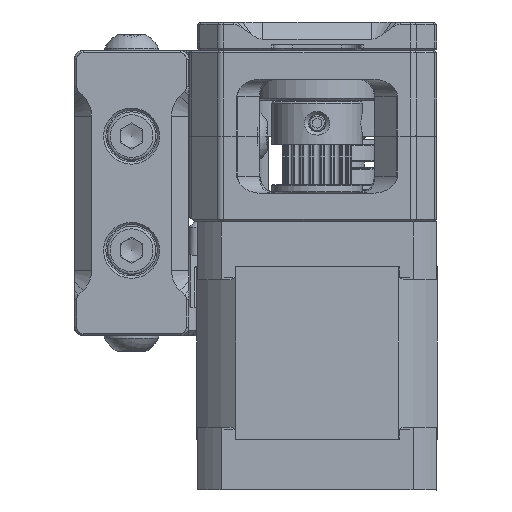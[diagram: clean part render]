
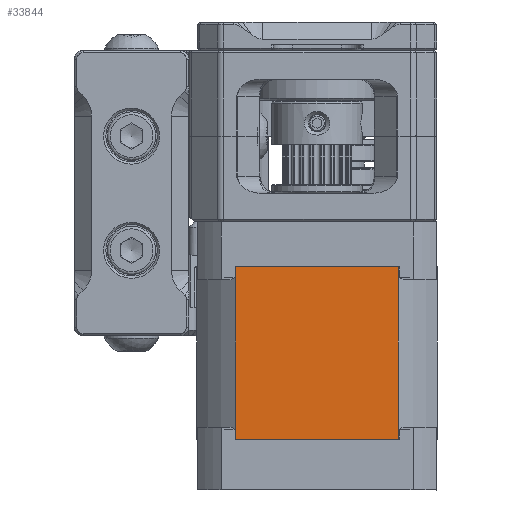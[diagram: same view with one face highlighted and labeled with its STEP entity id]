
A CAD part, front view. The second image highlights one B-rep face of the part: STEP entity #33844.
In plain terms, the highlighted planar face has unit normal (0, -1, 0).
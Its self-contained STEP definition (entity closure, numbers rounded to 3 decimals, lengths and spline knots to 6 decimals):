
#3048=LINE('',#62234,#5428);
#3054=LINE('',#62260,#5434);
#3066=LINE('',#62299,#5446);
#3068=LINE('',#62303,#5448);
#3070=LINE('',#62309,#5450);
#3134=LINE('',#62522,#5514);
#3135=LINE('',#62528,#5515);
#3136=LINE('',#62532,#5516);
#3138=LINE('',#62539,#5518);
#3140=LINE('',#62544,#5520);
#3141=LINE('',#62546,#5521);
#3145=LINE('',#62607,#5525);
#5428=VECTOR('',#47311,1.);
#5434=VECTOR('',#47339,1.);
#5446=VECTOR('',#47379,1.);
#5448=VECTOR('',#47383,1.);
#5450=VECTOR('',#47389,1.);
#5514=VECTOR('',#47609,1.);
#5515=VECTOR('',#47616,1.);
#5516=VECTOR('',#47621,1.);
#5518=VECTOR('',#47627,1.);
#5520=VECTOR('',#47633,1.);
#5521=VECTOR('',#47636,1.);
#5525=VECTOR('',#47720,1.);
#7055=PLANE('',#38656);
#14876=ORIENTED_EDGE('',*,*,#20309,.T.);
#14877=ORIENTED_EDGE('',*,*,#20311,.T.);
#14878=ORIENTED_EDGE('',*,*,#20318,.T.);
#14879=ORIENTED_EDGE('',*,*,#20306,.T.);
#14880=ORIENTED_EDGE('',*,*,#20317,.T.);
#14881=ORIENTED_EDGE('',*,*,#20314,.T.);
#14882=ORIENTED_EDGE('',*,*,#20340,.T.);
#14883=ORIENTED_EDGE('',*,*,#20202,.T.);
#14884=ORIENTED_EDGE('',*,*,#20199,.F.);
#14885=ORIENTED_EDGE('',*,*,#20177,.F.);
#14886=ORIENTED_EDGE('',*,*,#20164,.F.);
#14887=ORIENTED_EDGE('',*,*,#20197,.T.);
#20164=EDGE_CURVE('',#23613,#23614,#3048,.T.);
#20177=EDGE_CURVE('',#23614,#23623,#3054,.T.);
#20197=EDGE_CURVE('',#23613,#23635,#3066,.T.);
#20199=EDGE_CURVE('',#23623,#23637,#3068,.T.);
#20202=EDGE_CURVE('',#23639,#23637,#3070,.T.);
#20306=EDGE_CURVE('',#23710,#23709,#3134,.T.);
#20309=EDGE_CURVE('',#23635,#23711,#3135,.T.);
#20311=EDGE_CURVE('',#23711,#23712,#3136,.T.);
#20314=EDGE_CURVE('',#23716,#23715,#3138,.T.);
#20317=EDGE_CURVE('',#23709,#23716,#3140,.T.);
#20318=EDGE_CURVE('',#23712,#23710,#3141,.T.);
#20340=EDGE_CURVE('',#23715,#23639,#3145,.T.);
#23613=VERTEX_POINT('',#62233);
#23614=VERTEX_POINT('',#62235);
#23623=VERTEX_POINT('',#62261);
#23635=VERTEX_POINT('',#62298);
#23637=VERTEX_POINT('',#62304);
#23639=VERTEX_POINT('',#62310);
#23709=VERTEX_POINT('',#62521);
#23710=VERTEX_POINT('',#62523);
#23711=VERTEX_POINT('',#62527);
#23712=VERTEX_POINT('',#62531);
#23715=VERTEX_POINT('',#62538);
#23716=VERTEX_POINT('',#62540);
#28185=EDGE_LOOP('',(#14876,#14877,#14878,#14879,#14880,#14881,#14882,#14883,
#14884,#14885,#14886,#14887));
#30965=FACE_BOUND('',#28185,.T.);
#33844=ADVANCED_FACE('',(#30965),#7055,.T.);
#38656=AXIS2_PLACEMENT_3D('',#62606,#47718,#47719);
#47311=DIRECTION('',(1.,0.,0.));
#47339=DIRECTION('',(0.,0.,-1.));
#47379=DIRECTION('',(0.,0.,1.));
#47383=DIRECTION('',(-1.,0.,0.));
#47389=DIRECTION('',(0.,0.,1.));
#47609=DIRECTION('',(0.,0.,-1.));
#47616=DIRECTION('',(-1.,0.,0.));
#47621=DIRECTION('',(0.,0.,-1.));
#47627=DIRECTION('',(0.,0.,-1.));
#47633=DIRECTION('',(1.,0.,0.));
#47636=DIRECTION('',(-1.,0.,0.));
#47718=DIRECTION('',(0.,-1.,0.));
#47719=DIRECTION('',(0.,0.,-1.));
#47720=DIRECTION('',(1.,0.,0.));
#62233=CARTESIAN_POINT('',(-0.152594,-0.2276,-0.0229));
#62234=CARTESIAN_POINT('',(-0.175478,-0.2276,-0.0229));
#62235=CARTESIAN_POINT('',(-0.14687,-0.2276,-0.0229));
#62260=CARTESIAN_POINT('',(-0.14687,-0.2276,-0.0229));
#62261=CARTESIAN_POINT('',(-0.14687,-0.2276,-0.0531));
#62298=CARTESIAN_POINT('',(-0.152594,-0.2276,-0.0228));
#62299=CARTESIAN_POINT('',(-0.152594,-0.2276,-0.0229));
#62303=CARTESIAN_POINT('',(-0.169605,-0.2276,-0.0531));
#62304=CARTESIAN_POINT('',(-0.152594,-0.2276,-0.0531));
#62309=CARTESIAN_POINT('',(-0.152594,-0.2276,-0.0229));
#62310=CARTESIAN_POINT('',(-0.152594,-0.2276,-0.0532));
#62521=CARTESIAN_POINT('',(-0.17533,-0.2276,-0.0531));
#62522=CARTESIAN_POINT('',(-0.17533,-0.2276,-0.0229));
#62523=CARTESIAN_POINT('',(-0.17533,-0.2276,-0.0229));
#62527=CARTESIAN_POINT('',(-0.169606,-0.2276,-0.0228));
#62528=CARTESIAN_POINT('',(-0.152594,-0.2276,-0.0228));
#62531=CARTESIAN_POINT('',(-0.169606,-0.2276,-0.0229));
#62532=CARTESIAN_POINT('',(-0.169606,-0.2276,-0.0228));
#62538=CARTESIAN_POINT('',(-0.169606,-0.2276,-0.0532));
#62539=CARTESIAN_POINT('',(-0.169606,-0.2276,-0.0229));
#62540=CARTESIAN_POINT('',(-0.169606,-0.2276,-0.0531));
#62544=CARTESIAN_POINT('',(-0.17533,-0.2276,-0.0531));
#62546=CARTESIAN_POINT('',(-0.169606,-0.2276,-0.0229));
#62606=CARTESIAN_POINT('',(-0.175331,-0.2276,-0.022799));
#62607=CARTESIAN_POINT('',(-0.169606,-0.2276,-0.0532));
